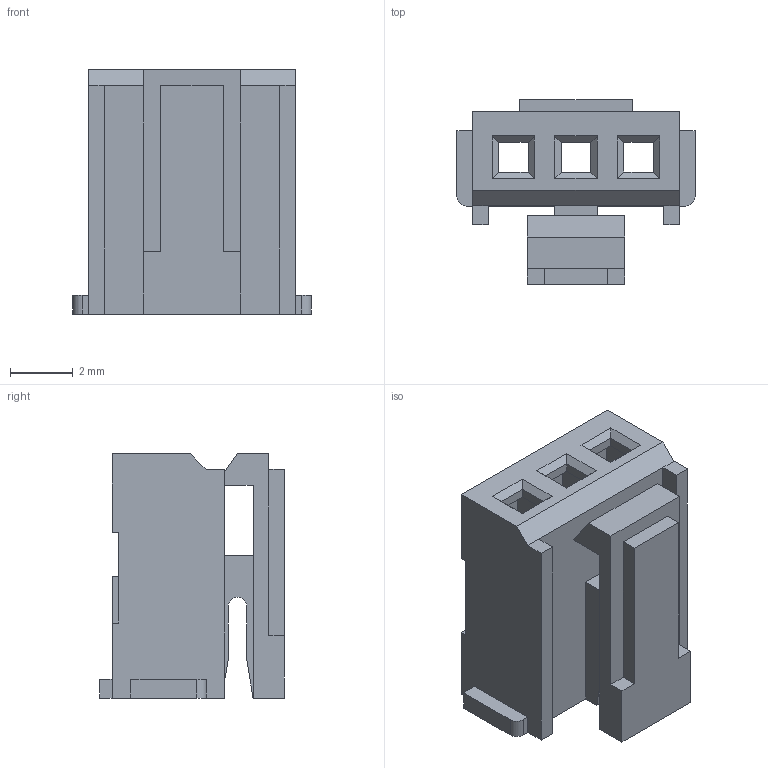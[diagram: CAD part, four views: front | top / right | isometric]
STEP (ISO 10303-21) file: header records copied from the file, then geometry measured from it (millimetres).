
FILE_DESCRIPTION((''),'2;1');
FILE_NAME('FHG20005-S05M2W1B','2024-04-12T',('工程三'),(''),'PRO/ENGINEER BY PARAMETRIC TECHNOLOGY CORPORATION, 2010280','PRO/ENGINEER BY PARAMETRIC TECHNOLOGY CORPORATION, 2010280','');
FILE_SCHEMA(('CONFIG_CONTROL_DESIGN'));
Length unit declared in the file: millimetre
Products named in the file (1): FHG20005-S05M2W1B
Bounding box: 7.6 x 5.9 x 7.8 mm (x, y, z)
Volume: 111.9 mm3; surface area: 457.5 mm2
Topology: 1 solids, 1 shells, 129 faces, 371 edges, 242 vertices
Faces by surface type: plane 126, cylinder 3
Entity records: 4185 total; most frequent: CARTESIAN_POINT 742, ORIENTED_EDGE 742, DIRECTION 635, EDGE_CURVE 371, VECTOR 365, LINE 365, VERTEX_POINT 242, EDGE_LOOP 139
